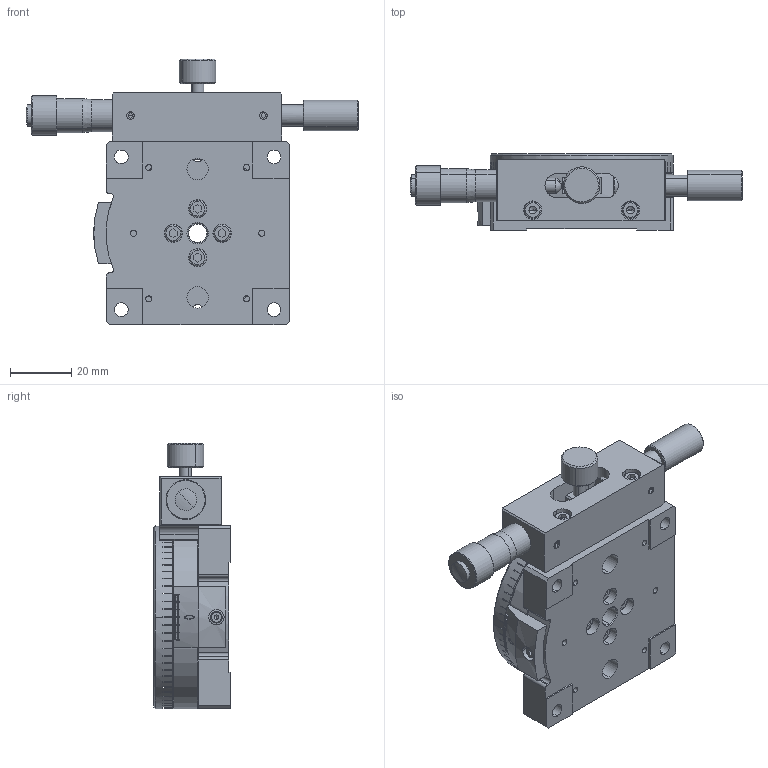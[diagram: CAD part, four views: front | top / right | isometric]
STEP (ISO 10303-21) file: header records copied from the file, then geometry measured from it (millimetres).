
FILE_DESCRIPTION (( 'STEP AP203' ), '1' );
FILE_NAME ('SKR10A-60.STEP', '2022-06-08T06:10:07', ( '' ), ( '' ), 'SwSTEP 2.0', 'SolidWorks 2020', '' );
FILE_SCHEMA (( 'CONFIG_CONTROL_DESIGN' ));
Length unit declared in the file: millimetre
Products named in the file (1): SKR10A-60
Bounding box: 108.7 x 25 x 87 mm (x, y, z)
Surface area: 30666.1 mm2 (no closed solid volume)
Topology: 0 solids, 29 shells, 513 faces, 2094 edges, 1482 vertices
Faces by surface type: plane 307, cylinder 137, cone 42, torus 18, bspline 7, sphere 2
Entity records: 22852 total; most frequent: CARTESIAN_POINT 5492, DIRECTION 3604, ORIENTED_EDGE 3278, EDGE_CURVE 2084, VERTEX_POINT 1482, LINE 1318, VECTOR 1318, AXIS2_PLACEMENT_3D 1143
